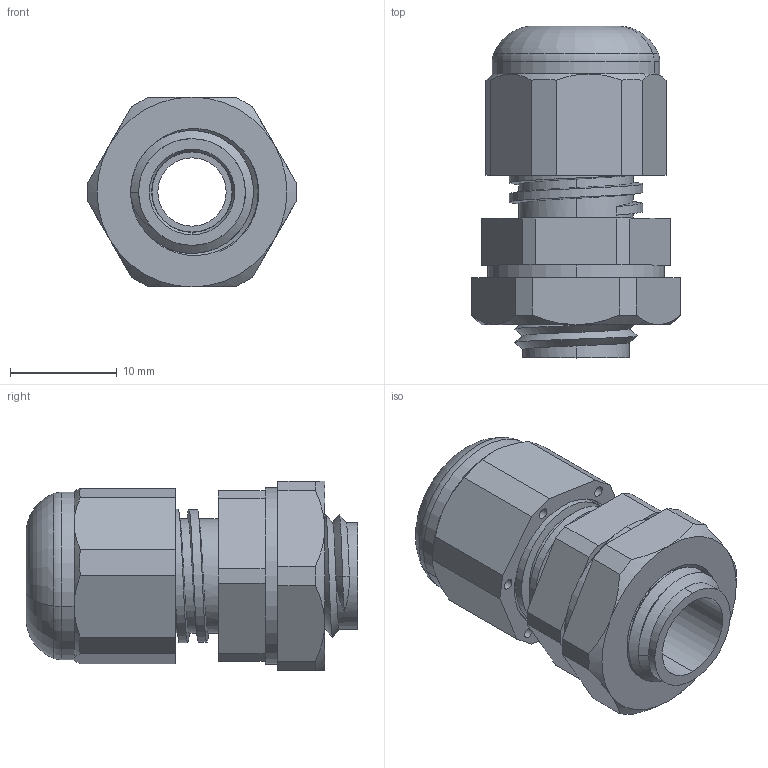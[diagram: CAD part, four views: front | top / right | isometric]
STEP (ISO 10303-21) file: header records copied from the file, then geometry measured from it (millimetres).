
FILE_DESCRIPTION (( 'STEP AP214' ), '1' );
FILE_NAME ('Cable Gland PG7-PG19, PG7.STEP', '2019-08-21T22:28:30', ( '' ), ( '' ), 'SwSTEP 2.0', 'SolidWorks 2018', '' );
FILE_SCHEMA (( 'AUTOMOTIVE_DESIGN' ));
Length unit declared in the file: millimetre
Products named in the file (6): Cable Gland PG7-PG19, PG7; Cable Gland PG7-PG19 Gland Nut_PG7; Cable Gland PG7-PG19 Sleeve_PG7; Cable Gland PG7-PG19 Lock Nut_PG7; Cable Gland PG7-PG19 Washer_PG7; Cable Gland PG7-PG19 Body_PG7
Assembly tree (5 placements, depth 2):
  Cable Gland PG7-PG19, PG7
    Cable Gland PG7-PG19 Body_PG7
    Cable Gland PG7-PG19 Washer_PG7
    Cable Gland PG7-PG19 Lock Nut_PG7
    Cable Gland PG7-PG19 Sleeve_PG7
    Cable Gland PG7-PG19 Gland Nut_PG7
Bounding box: 19.51 x 31.1 x 17.8 mm (x, y, z)
Volume: 3875.4 mm3; surface area: 5713.5 mm2
Topology: 5 solids, 5 shells, 255 faces, 660 edges, 425 vertices
Faces by surface type: plane 114, cylinder 84, bspline 29, cone 22, torus 6
Entity records: 11017 total; most frequent: CARTESIAN_POINT 4705, ORIENTED_EDGE 1320, DIRECTION 1252, EDGE_CURVE 660, AXIS2_PLACEMENT_3D 474, VERTEX_POINT 425, LINE 304, VECTOR 304
